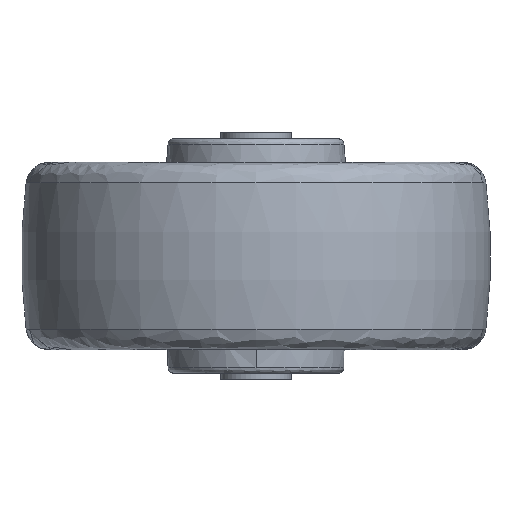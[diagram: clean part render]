
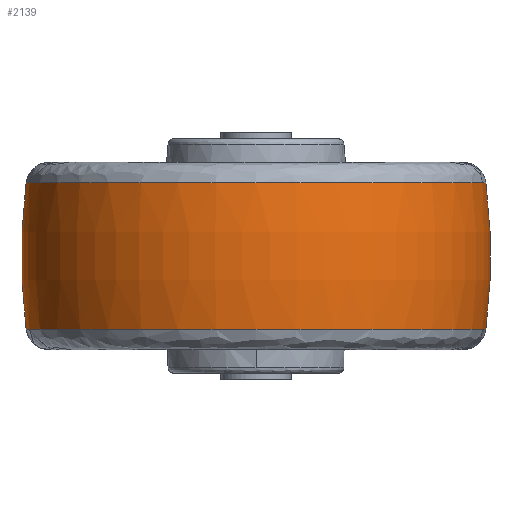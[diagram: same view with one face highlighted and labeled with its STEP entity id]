
A CAD part, front view. The second image highlights one B-rep face of the part: STEP entity #2139.
In plain terms, the highlighted toroidal (fillet/blend) face has major radius 60 mm and minor radius 100 mm.
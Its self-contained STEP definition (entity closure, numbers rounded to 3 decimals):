
#12 = CIRCLE ( 'NONE', #1928, 100. ) ;
#118 = EDGE_CURVE ( 'NONE', #1152, #3022, #1182, .T. ) ;
#242 = CARTESIAN_POINT ( 'NONE',  ( 0., 0., 12.5 ) ) ;
#504 = EDGE_LOOP ( 'NONE', ( #2005, #1986, #4907, #4268 ) ) ;
#716 = AXIS2_PLACEMENT_3D ( 'NONE', #749, #1509, #4232 ) ;
#727 = DIRECTION ( 'NONE',  ( 0., -1., 0. ) ) ;
#749 = CARTESIAN_POINT ( 'NONE',  ( 0., 0., -12.5 ) ) ;
#782 = AXIS2_PLACEMENT_3D ( 'NONE', #242, #4351, #950 ) ;
#802 = CARTESIAN_POINT ( 'NONE',  ( 60., 0., 0. ) ) ;
#836 = VERTEX_POINT ( 'NONE', #1850 ) ;
#950 = DIRECTION ( 'NONE',  ( -0.998, -0.063, 0. ) ) ;
#969 = DIRECTION ( 'NONE',  ( 0., 1., 0. ) ) ;
#1059 = DIRECTION ( 'NONE',  ( -1., 0., 0. ) ) ;
#1152 = VERTEX_POINT ( 'NONE', #4647 ) ;
#1182 = CIRCLE ( 'NONE', #782, 39.216 ) ;
#1509 = DIRECTION ( 'NONE',  ( 0., 0., 1. ) ) ;
#1658 = AXIS2_PLACEMENT_3D ( 'NONE', #4369, #969, #2468 ) ;
#1769 = EDGE_CURVE ( 'NONE', #1152, #836, #3331, .T. ) ;
#1838 = EDGE_CURVE ( 'NONE', #2138, #836, #2213, .T. ) ;
#1850 = CARTESIAN_POINT ( 'NONE',  ( 39.216, 0., -12.5 ) ) ;
#1928 = AXIS2_PLACEMENT_3D ( 'NONE', #802, #727, #2633 ) ;
#1986 = ORIENTED_EDGE ( 'NONE', *, *, #118, .T. ) ;
#2005 = ORIENTED_EDGE ( 'NONE', *, *, #1769, .F. ) ;
#2138 = VERTEX_POINT ( 'NONE', #3346 ) ;
#2139 = ADVANCED_FACE ( 'NONE', ( #3371 ), #4609, .T. ) ;
#2213 = CIRCLE ( 'NONE', #716, 39.216 ) ;
#2468 = DIRECTION ( 'NONE',  ( -1., 0., 0. ) ) ;
#2633 = DIRECTION ( 'NONE',  ( 0., 0., -1. ) ) ;
#3022 = VERTEX_POINT ( 'NONE', #4720 ) ;
#3331 = CIRCLE ( 'NONE', #1658, 100. ) ;
#3346 = CARTESIAN_POINT ( 'NONE',  ( -39.216, 0., -12.5 ) ) ;
#3371 = FACE_OUTER_BOUND ( 'NONE', #504, .T. ) ;
#3445 = CARTESIAN_POINT ( 'NONE',  ( 0., 0., 0. ) ) ;
#3767 = EDGE_CURVE ( 'NONE', #3022, #2138, #12, .T. ) ;
#4232 = DIRECTION ( 'NONE',  ( -0.998, -0.063, 0. ) ) ;
#4268 = ORIENTED_EDGE ( 'NONE', *, *, #1838, .T. ) ;
#4351 = DIRECTION ( 'NONE',  ( 0., 0., -1. ) ) ;
#4369 = CARTESIAN_POINT ( 'NONE',  ( -60., 0., 0. ) ) ;
#4514 = DIRECTION ( 'NONE',  ( 0., 0., -1. ) ) ;
#4609 = TOROIDAL_SURFACE ( 'NONE', #4768, -60., 100. ) ;
#4647 = CARTESIAN_POINT ( 'NONE',  ( 39.216, 0., 12.5 ) ) ;
#4720 = CARTESIAN_POINT ( 'NONE',  ( -39.216, 0., 12.5 ) ) ;
#4768 = AXIS2_PLACEMENT_3D ( 'NONE', #3445, #4514, #1059 ) ;
#4907 = ORIENTED_EDGE ( 'NONE', *, *, #3767, .T. ) ;
